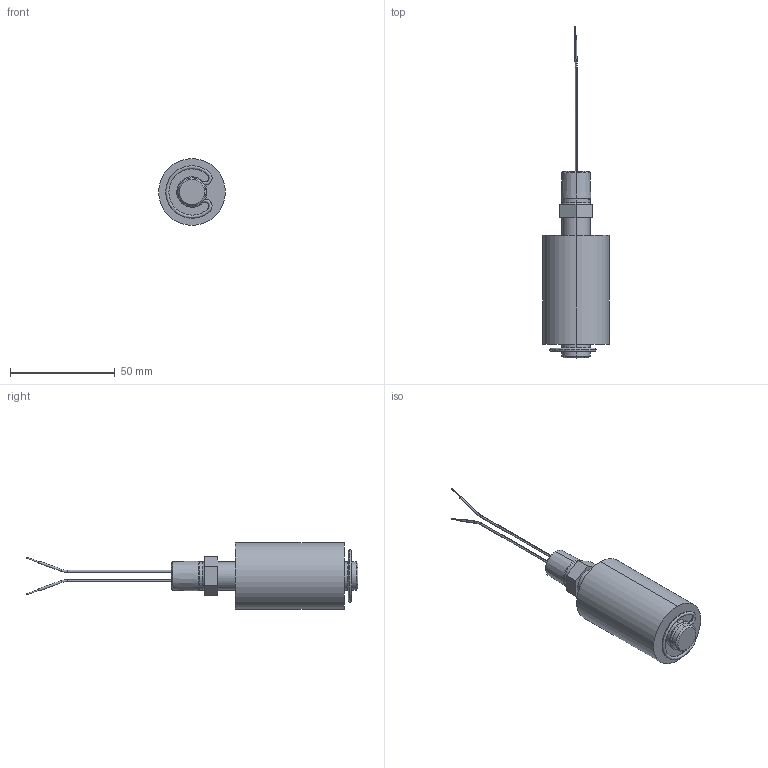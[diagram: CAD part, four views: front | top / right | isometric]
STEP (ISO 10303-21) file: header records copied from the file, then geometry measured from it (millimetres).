
FILE_DESCRIPTION (( 'STEP AP214' ), '1' );
FILE_NAME ('FLS-VL-300.STEP', '2014-01-31T18:40:47', ( '' ), ( '' ), 'SwSTEP 2.0', 'SolidWorks 2013', '' );
FILE_SCHEMA (( 'AUTOMOTIVE_DESIGN' ));
Length unit declared in the file: inch
Products named in the file (1): FLS-VL-300
Bounding box: 31.75 x 158.22 x 31.75 mm (x, y, z)
Volume: 39012.7 mm3; surface area: 16928.2 mm2
Topology: 6 solids, 6 shells, 72 faces, 146 edges, 92 vertices
Faces by surface type: cylinder 26, plane 24, cone 8, bspline 8, torus 6
Entity records: 3687 total; most frequent: CARTESIAN_POINT 2065, DIRECTION 338, ORIENTED_EDGE 292, EDGE_CURVE 146, AXIS2_PLACEMENT_3D 143, VERTEX_POINT 92, EDGE_LOOP 80, CIRCLE 78
